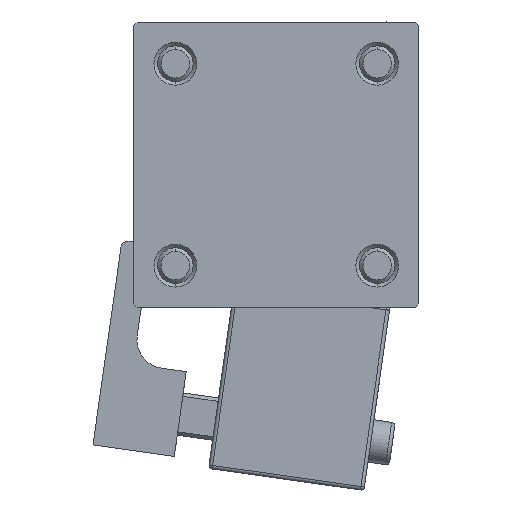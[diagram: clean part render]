
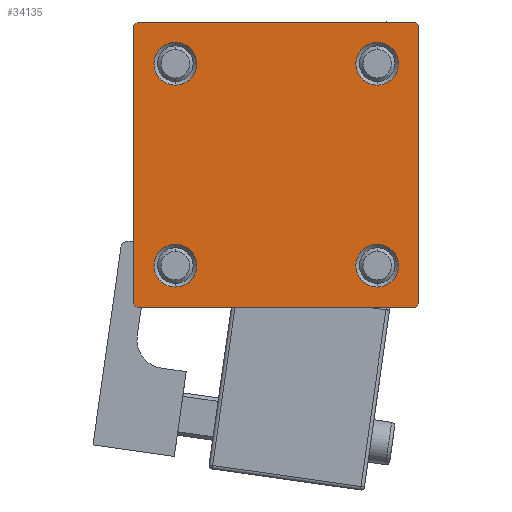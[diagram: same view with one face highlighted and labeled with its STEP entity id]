
A CAD part, left-side view. The second image highlights one B-rep face of the part: STEP entity #34135.
In plain terms, the highlighted planar face has unit normal (-1, 0, 0).
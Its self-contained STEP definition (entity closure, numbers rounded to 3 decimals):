
#91 = CARTESIAN_POINT ( 'NONE',  ( 0., -14.15, -14.15 ) ) ;
#675 = VERTEX_POINT ( 'NONE', #10638 ) ;
#874 = AXIS2_PLACEMENT_3D ( 'NONE', #48139, #23954, #9497 ) ;
#1052 = VERTEX_POINT ( 'NONE', #17026 ) ;
#1295 = DIRECTION ( 'NONE',  ( 0., 0.707, -0.707 ) ) ;
#2224 = CARTESIAN_POINT ( 'NONE',  ( 0., -20., 20. ) ) ;
#2661 = CARTESIAN_POINT ( 'NONE',  ( 0., 0., 0. ) ) ;
#2933 = FACE_OUTER_BOUND ( 'NONE', #46616, .T. ) ;
#3003 = CARTESIAN_POINT ( 'NONE',  ( 0., -14.15, -11.15 ) ) ;
#3187 = FACE_BOUND ( 'NONE', #12297, .T. ) ;
#3279 = DIRECTION ( 'NONE',  ( 1., 0., 0. ) ) ;
#3709 = VERTEX_POINT ( 'NONE', #32994 ) ;
#4303 = DIRECTION ( 'NONE',  ( 0., 0., 1. ) ) ;
#4359 = CIRCLE ( 'NONE', #37066, 3. ) ;
#4649 = CARTESIAN_POINT ( 'NONE',  ( 0., -14.15, 17.15 ) ) ;
#5946 = CARTESIAN_POINT ( 'NONE',  ( 0., 19.75, -19.75 ) ) ;
#6201 = AXIS2_PLACEMENT_3D ( 'NONE', #30860, #34812, #46648 ) ;
#6215 = EDGE_CURVE ( 'NONE', #1052, #7799, #13538, .T. ) ;
#6589 = DIRECTION ( 'NONE',  ( 1., 0., 0. ) ) ;
#7001 = ORIENTED_EDGE ( 'NONE', *, *, #17641, .T. ) ;
#7799 = VERTEX_POINT ( 'NONE', #3003 ) ;
#8000 = VERTEX_POINT ( 'NONE', #39495 ) ;
#8751 = CIRCLE ( 'NONE', #6201, 3. ) ;
#8835 = EDGE_CURVE ( 'NONE', #28650, #35294, #27481, .T. ) ;
#9497 = DIRECTION ( 'NONE',  ( 0., 0., 1. ) ) ;
#9704 = CARTESIAN_POINT ( 'NONE',  ( 0., -19.75, -19.75 ) ) ;
#9732 = DIRECTION ( 'NONE',  ( 1., 0., 0. ) ) ;
#9934 = EDGE_CURVE ( 'NONE', #8000, #3709, #33708, .T. ) ;
#10182 = DIRECTION ( 'NONE',  ( 1., 0., 0. ) ) ;
#10429 = VECTOR ( 'NONE', #41284, 1000. ) ;
#10537 = CARTESIAN_POINT ( 'NONE',  ( 0., -14.15, -14.15 ) ) ;
#10638 = CARTESIAN_POINT ( 'NONE',  ( 0., 19.5, 20. ) ) ;
#11055 = DIRECTION ( 'NONE',  ( 0., 0., 1. ) ) ;
#12297 = EDGE_LOOP ( 'NONE', ( #48041, #15992 ) ) ;
#12485 = VERTEX_POINT ( 'NONE', #40502 ) ;
#12800 = EDGE_CURVE ( 'NONE', #675, #28650, #44648, .T. ) ;
#12872 = LINE ( 'NONE', #9704, #44598 ) ;
#13092 = AXIS2_PLACEMENT_3D ( 'NONE', #43983, #28206, #4303 ) ;
#13538 = CIRCLE ( 'NONE', #36198, 3. ) ;
#15413 = ORIENTED_EDGE ( 'NONE', *, *, #37094, .T. ) ;
#15415 = VECTOR ( 'NONE', #35575, 1000. ) ;
#15507 = DIRECTION ( 'NONE',  ( -1., 0., 0. ) ) ;
#15992 = ORIENTED_EDGE ( 'NONE', *, *, #6215, .T. ) ;
#17026 = CARTESIAN_POINT ( 'NONE',  ( 0., -14.15, -17.15 ) ) ;
#17033 = CARTESIAN_POINT ( 'NONE',  ( 0., 19.5, -20. ) ) ;
#17641 = EDGE_CURVE ( 'NONE', #35294, #30594, #18007, .T. ) ;
#17739 = CARTESIAN_POINT ( 'NONE',  ( 0., 14.15, -17.15 ) ) ;
#18007 = LINE ( 'NONE', #5946, #45368 ) ;
#18659 = ORIENTED_EDGE ( 'NONE', *, *, #20969, .T. ) ;
#18745 = ORIENTED_EDGE ( 'NONE', *, *, #24324, .T. ) ;
#19779 = EDGE_LOOP ( 'NONE', ( #18659, #43284 ) ) ;
#20104 = VERTEX_POINT ( 'NONE', #21588 ) ;
#20268 = AXIS2_PLACEMENT_3D ( 'NONE', #45417, #10182, #41212 ) ;
#20419 = VERTEX_POINT ( 'NONE', #43369 ) ;
#20969 = EDGE_CURVE ( 'NONE', #20104, #26822, #24327, .T. ) ;
#21484 = CIRCLE ( 'NONE', #13092, 3. ) ;
#21588 = CARTESIAN_POINT ( 'NONE',  ( 0., 14.15, -11.15 ) ) ;
#21713 = DIRECTION ( 'NONE',  ( 0., 0.707, 0.707 ) ) ;
#22677 = EDGE_LOOP ( 'NONE', ( #31371, #15413 ) ) ;
#23390 = CARTESIAN_POINT ( 'NONE',  ( 0., 20., -19.5 ) ) ;
#23427 = ORIENTED_EDGE ( 'NONE', *, *, #12800, .T. ) ;
#23606 = DIRECTION ( 'NONE',  ( 1., 0., 0. ) ) ;
#23954 = DIRECTION ( 'NONE',  ( 1., 0., 0. ) ) ;
#24044 = EDGE_CURVE ( 'NONE', #7799, #1052, #30334, .T. ) ;
#24324 = EDGE_CURVE ( 'NONE', #3709, #8000, #4359, .T. ) ;
#24327 = CIRCLE ( 'NONE', #874, 3. ) ;
#24504 = EDGE_LOOP ( 'NONE', ( #48173, #18745 ) ) ;
#25239 = CARTESIAN_POINT ( 'NONE',  ( 0., 20., -20. ) ) ;
#25279 = VERTEX_POINT ( 'NONE', #4649 ) ;
#26822 = VERTEX_POINT ( 'NONE', #17739 ) ;
#26976 = CARTESIAN_POINT ( 'NONE',  ( 0., 20., 19.5 ) ) ;
#27481 = LINE ( 'NONE', #47706, #27889 ) ;
#27889 = VECTOR ( 'NONE', #43271, 1000. ) ;
#28206 = DIRECTION ( 'NONE',  ( 1., 0., 0. ) ) ;
#28587 = CARTESIAN_POINT ( 'NONE',  ( 0., -20., -19.5 ) ) ;
#28650 = VERTEX_POINT ( 'NONE', #26976 ) ;
#29086 = ORIENTED_EDGE ( 'NONE', *, *, #29147, .F. ) ;
#29147 = EDGE_CURVE ( 'NONE', #675, #45260, #44230, .T. ) ;
#29748 = EDGE_CURVE ( 'NONE', #25279, #12485, #8751, .T. ) ;
#30334 = CIRCLE ( 'NONE', #40401, 3. ) ;
#30594 = VERTEX_POINT ( 'NONE', #17033 ) ;
#30860 = CARTESIAN_POINT ( 'NONE',  ( 0., -14.15, 14.15 ) ) ;
#30997 = EDGE_CURVE ( 'NONE', #30594, #20419, #38120, .T. ) ;
#31272 = VECTOR ( 'NONE', #21713, 1000. ) ;
#31371 = ORIENTED_EDGE ( 'NONE', *, *, #29748, .T. ) ;
#32994 = CARTESIAN_POINT ( 'NONE',  ( 0., 14.15, 11.15 ) ) ;
#33327 = CARTESIAN_POINT ( 'NONE',  ( 0., 19.75, 19.75 ) ) ;
#33628 = DIRECTION ( 'NONE',  ( 0., 0., 1. ) ) ;
#33708 = CIRCLE ( 'NONE', #20268, 3. ) ;
#33940 = AXIS2_PLACEMENT_3D ( 'NONE', #2661, #15507, #11055 ) ;
#34135 = ADVANCED_FACE ( 'NONE', ( #43379, #3187, #42856, #51778, #2933 ), #34965, .T. ) ;
#34812 = DIRECTION ( 'NONE',  ( 1., 0., 0. ) ) ;
#34965 = PLANE ( 'NONE',  #33940 ) ;
#35294 = VERTEX_POINT ( 'NONE', #23390 ) ;
#35575 = DIRECTION ( 'NONE',  ( 0., -1., 0. ) ) ;
#36198 = AXIS2_PLACEMENT_3D ( 'NONE', #10537, #6589, #42074 ) ;
#36750 = CARTESIAN_POINT ( 'NONE',  ( 0., 14.15, 14.15 ) ) ;
#37066 = AXIS2_PLACEMENT_3D ( 'NONE', #36750, #23606, #51752 ) ;
#37094 = EDGE_CURVE ( 'NONE', #12485, #25279, #21484, .T. ) ;
#37813 = DIRECTION ( 'NONE',  ( 0., -0.707, 0.707 ) ) ;
#37836 = ORIENTED_EDGE ( 'NONE', *, *, #40658, .T. ) ;
#38028 = CIRCLE ( 'NONE', #41374, 3. ) ;
#38120 = LINE ( 'NONE', #25239, #10429 ) ;
#38157 = CARTESIAN_POINT ( 'NONE',  ( 0., -20., 19.5 ) ) ;
#38502 = DIRECTION ( 'NONE',  ( 0., -0.707, -0.707 ) ) ;
#39261 = DIRECTION ( 'NONE',  ( 0., 0., 1. ) ) ;
#39495 = CARTESIAN_POINT ( 'NONE',  ( 0., 14.15, 17.15 ) ) ;
#40401 = AXIS2_PLACEMENT_3D ( 'NONE', #91, #3279, #39261 ) ;
#40502 = CARTESIAN_POINT ( 'NONE',  ( 0., -14.15, 11.15 ) ) ;
#40658 = EDGE_CURVE ( 'NONE', #20419, #45143, #12872, .T. ) ;
#41212 = DIRECTION ( 'NONE',  ( 0., 0., 1. ) ) ;
#41284 = DIRECTION ( 'NONE',  ( 0., -1., 0. ) ) ;
#41305 = ORIENTED_EDGE ( 'NONE', *, *, #48859, .F. ) ;
#41374 = AXIS2_PLACEMENT_3D ( 'NONE', #45732, #9732, #33628 ) ;
#42074 = DIRECTION ( 'NONE',  ( 0., 0., 1. ) ) ;
#42602 = VERTEX_POINT ( 'NONE', #38157 ) ;
#42669 = LINE ( 'NONE', #2224, #49889 ) ;
#42856 = FACE_BOUND ( 'NONE', #19779, .T. ) ;
#43271 = DIRECTION ( 'NONE',  ( 0., 0., -1. ) ) ;
#43284 = ORIENTED_EDGE ( 'NONE', *, *, #45011, .T. ) ;
#43369 = CARTESIAN_POINT ( 'NONE',  ( 0., -19.5, -20. ) ) ;
#43379 = FACE_BOUND ( 'NONE', #22677, .T. ) ;
#43407 = EDGE_CURVE ( 'NONE', #42602, #45260, #46692, .T. ) ;
#43458 = ORIENTED_EDGE ( 'NONE', *, *, #30997, .T. ) ;
#43488 = VECTOR ( 'NONE', #1295, 1000. ) ;
#43983 = CARTESIAN_POINT ( 'NONE',  ( 0., -14.15, 14.15 ) ) ;
#44230 = LINE ( 'NONE', #51863, #15415 ) ;
#44598 = VECTOR ( 'NONE', #37813, 1000. ) ;
#44648 = LINE ( 'NONE', #33327, #43488 ) ;
#45011 = EDGE_CURVE ( 'NONE', #26822, #20104, #38028, .T. ) ;
#45143 = VERTEX_POINT ( 'NONE', #28587 ) ;
#45260 = VERTEX_POINT ( 'NONE', #45922 ) ;
#45368 = VECTOR ( 'NONE', #38502, 1000. ) ;
#45417 = CARTESIAN_POINT ( 'NONE',  ( 0., 14.15, 14.15 ) ) ;
#45732 = CARTESIAN_POINT ( 'NONE',  ( 0., 14.15, -14.15 ) ) ;
#45922 = CARTESIAN_POINT ( 'NONE',  ( 0., -19.5, 20. ) ) ;
#46616 = EDGE_LOOP ( 'NONE', ( #48429, #7001, #43458, #37836, #41305, #47808, #29086, #23427 ) ) ;
#46648 = DIRECTION ( 'NONE',  ( 0., 0., 1. ) ) ;
#46692 = LINE ( 'NONE', #49850, #31272 ) ;
#47706 = CARTESIAN_POINT ( 'NONE',  ( 0., 20., 20. ) ) ;
#47808 = ORIENTED_EDGE ( 'NONE', *, *, #43407, .T. ) ;
#48041 = ORIENTED_EDGE ( 'NONE', *, *, #24044, .T. ) ;
#48139 = CARTESIAN_POINT ( 'NONE',  ( 0., 14.15, -14.15 ) ) ;
#48173 = ORIENTED_EDGE ( 'NONE', *, *, #9934, .T. ) ;
#48429 = ORIENTED_EDGE ( 'NONE', *, *, #8835, .T. ) ;
#48859 = EDGE_CURVE ( 'NONE', #42602, #45143, #42669, .T. ) ;
#49850 = CARTESIAN_POINT ( 'NONE',  ( 0., -19.75, 19.75 ) ) ;
#49889 = VECTOR ( 'NONE', #51346, 1000. ) ;
#51346 = DIRECTION ( 'NONE',  ( 0., 0., -1. ) ) ;
#51752 = DIRECTION ( 'NONE',  ( 0., 0., 1. ) ) ;
#51778 = FACE_BOUND ( 'NONE', #24504, .T. ) ;
#51863 = CARTESIAN_POINT ( 'NONE',  ( 0., 20., 20. ) ) ;
